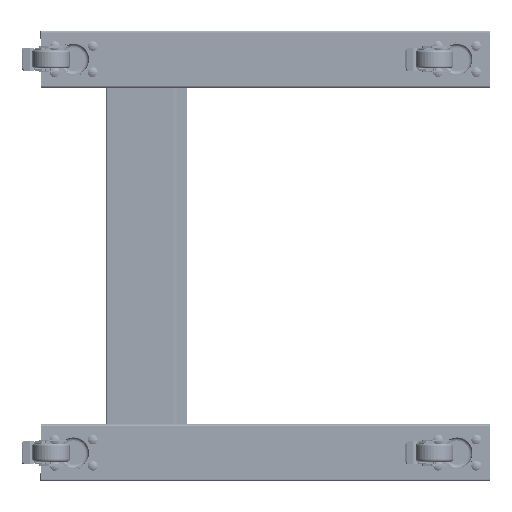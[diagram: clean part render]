
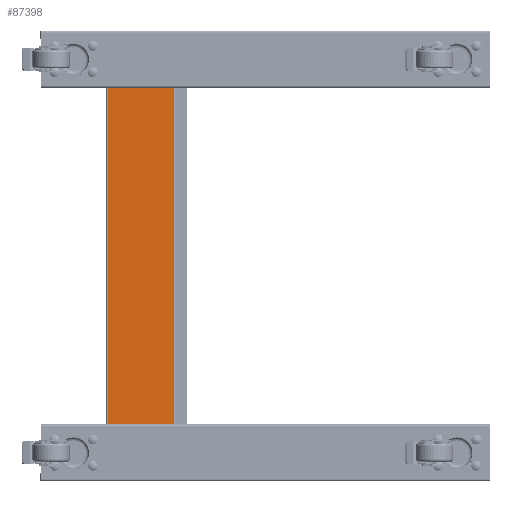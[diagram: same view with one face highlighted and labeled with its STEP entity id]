
A CAD part, front view. The second image highlights one B-rep face of the part: STEP entity #87398.
In plain terms, the highlighted planar face has unit normal (0, -1, 0).
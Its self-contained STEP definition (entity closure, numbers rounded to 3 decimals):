
#795 = VERTEX_POINT ( 'NONE', #37367 ) ;
#871 = DIRECTION ( 'NONE',  ( 0., 0., 1. ) ) ;
#2452 = EDGE_CURVE ( 'NONE', #36799, #87709, #76202, .T. ) ;
#2489 = DIRECTION ( 'NONE',  ( -1., 0., 0. ) ) ;
#2698 = CIRCLE ( 'NONE', #85698, 0.5 ) ;
#2781 = CARTESIAN_POINT ( 'NONE',  ( 300., -1.4, 46.1 ) ) ;
#2839 = ORIENTED_EDGE ( 'NONE', *, *, #34083, .T. ) ;
#4024 = FACE_BOUND ( 'NONE', #5347, .T. ) ;
#4029 = VERTEX_POINT ( 'NONE', #68587 ) ;
#4379 = DIRECTION ( 'NONE',  ( 0., 0., 1. ) ) ;
#5347 = EDGE_LOOP ( 'NONE', ( #77628, #86272 ) ) ;
#5662 = AXIS2_PLACEMENT_3D ( 'NONE', #33017, #18279, #4379 ) ;
#6143 = CIRCLE ( 'NONE', #26572, 6.3 ) ;
#7071 = VERTEX_POINT ( 'NONE', #18241 ) ;
#8005 = ORIENTED_EDGE ( 'NONE', *, *, #32441, .T. ) ;
#8284 = EDGE_CURVE ( 'NONE', #35355, #17237, #37065, .T. ) ;
#8803 = VECTOR ( 'NONE', #24851, 1000. ) ;
#8914 = CARTESIAN_POINT ( 'NONE',  ( 259., -1.4, 2. ) ) ;
#10985 = CARTESIAN_POINT ( 'NONE',  ( 300., -1.4, -45. ) ) ;
#11035 = EDGE_CURVE ( 'NONE', #4029, #87709, #12068, .T. ) ;
#12068 = LINE ( 'NONE', #10985, #8803 ) ;
#13216 = ORIENTED_EDGE ( 'NONE', *, *, #69670, .F. ) ;
#13281 = DIRECTION ( 'NONE',  ( 0., 0., 1. ) ) ;
#13491 = EDGE_CURVE ( 'NONE', #17237, #35355, #66799, .T. ) ;
#14735 = ORIENTED_EDGE ( 'NONE', *, *, #61059, .T. ) ;
#16651 = AXIS2_PLACEMENT_3D ( 'NONE', #65962, #29750, #79822 ) ;
#17237 = VERTEX_POINT ( 'NONE', #41667 ) ;
#17901 = ORIENTED_EDGE ( 'NONE', *, *, #23308, .T. ) ;
#18190 = EDGE_CURVE ( 'NONE', #43023, #795, #50442, .T. ) ;
#18241 = CARTESIAN_POINT ( 'NONE',  ( 259., -1.4, 1.5 ) ) ;
#18279 = DIRECTION ( 'NONE',  ( 0., 1., 0. ) ) ;
#18964 = LINE ( 'NONE', #2781, #24536 ) ;
#19422 = CARTESIAN_POINT ( 'NONE',  ( 259., -1.4, 2.5 ) ) ;
#19703 = VERTEX_POINT ( 'NONE', #64412 ) ;
#20308 = CIRCLE ( 'NONE', #86976, 6.3 ) ;
#22040 = EDGE_LOOP ( 'NONE', ( #51225, #2839 ) ) ;
#22139 = DIRECTION ( 'NONE',  ( 0., 1., 0. ) ) ;
#22774 = DIRECTION ( 'NONE',  ( 0., 1., 0. ) ) ;
#23308 = EDGE_CURVE ( 'NONE', #795, #43023, #59543, .T. ) ;
#23680 = PLANE ( 'NONE',  #75658 ) ;
#23729 = CARTESIAN_POINT ( 'NONE',  ( -300., -1.4, 46.1 ) ) ;
#23929 = CIRCLE ( 'NONE', #49812, 0.5 ) ;
#24536 = VECTOR ( 'NONE', #2489, 1000. ) ;
#24851 = DIRECTION ( 'NONE',  ( 0., 0., -1. ) ) ;
#25096 = FACE_BOUND ( 'NONE', #22040, .T. ) ;
#26572 = AXIS2_PLACEMENT_3D ( 'NONE', #41614, #91020, #62792 ) ;
#29228 = VECTOR ( 'NONE', #87102, 1000. ) ;
#29525 = ORIENTED_EDGE ( 'NONE', *, *, #2452, .T. ) ;
#29750 = DIRECTION ( 'NONE',  ( 0., 1., 0. ) ) ;
#30747 = CARTESIAN_POINT ( 'NONE',  ( 0., -1.4, 0. ) ) ;
#30882 = CARTESIAN_POINT ( 'NONE',  ( 235., -1.4, 8.3 ) ) ;
#31536 = DIRECTION ( 'NONE',  ( 0., 1., 0. ) ) ;
#32441 = EDGE_CURVE ( 'NONE', #87154, #7071, #23929, .T. ) ;
#33017 = CARTESIAN_POINT ( 'NONE',  ( -259., -1.4, 2. ) ) ;
#34039 = AXIS2_PLACEMENT_3D ( 'NONE', #57429, #22139, #64842 ) ;
#34083 = EDGE_CURVE ( 'NONE', #19703, #35002, #20308, .T. ) ;
#35002 = VERTEX_POINT ( 'NONE', #70119 ) ;
#35355 = VERTEX_POINT ( 'NONE', #88745 ) ;
#35700 = CARTESIAN_POINT ( 'NONE',  ( -300., -1.4, -42.1 ) ) ;
#36799 = VERTEX_POINT ( 'NONE', #35700 ) ;
#36936 = DIRECTION ( 'NONE',  ( 0., 1., 0. ) ) ;
#37065 = CIRCLE ( 'NONE', #16651, 0.5 ) ;
#37367 = CARTESIAN_POINT ( 'NONE',  ( 235., -1.4, -4.3 ) ) ;
#37682 = CARTESIAN_POINT ( 'NONE',  ( -300., -1.4, -45. ) ) ;
#37813 = CARTESIAN_POINT ( 'NONE',  ( -300., -1.4, -42.1 ) ) ;
#38344 = FACE_BOUND ( 'NONE', #63665, .T. ) ;
#38792 = VECTOR ( 'NONE', #44281, 1000. ) ;
#41614 = CARTESIAN_POINT ( 'NONE',  ( -235., -1.4, 2. ) ) ;
#41667 = CARTESIAN_POINT ( 'NONE',  ( -259., -1.4, 2.5 ) ) ;
#41903 = CARTESIAN_POINT ( 'NONE',  ( -235., -1.4, 2. ) ) ;
#43023 = VERTEX_POINT ( 'NONE', #30882 ) ;
#43732 = FACE_OUTER_BOUND ( 'NONE', #84168, .T. ) ;
#44281 = DIRECTION ( 'NONE',  ( 1., 0., 0. ) ) ;
#45480 = AXIS2_PLACEMENT_3D ( 'NONE', #79601, #87239, #86641 ) ;
#46730 = EDGE_CURVE ( 'NONE', #35002, #19703, #6143, .T. ) ;
#47136 = ORIENTED_EDGE ( 'NONE', *, *, #79106, .T. ) ;
#49812 = AXIS2_PLACEMENT_3D ( 'NONE', #8914, #36936, #871 ) ;
#50442 = CIRCLE ( 'NONE', #45480, 6.3 ) ;
#51225 = ORIENTED_EDGE ( 'NONE', *, *, #46730, .T. ) ;
#57429 = CARTESIAN_POINT ( 'NONE',  ( 235., -1.4, 2. ) ) ;
#59543 = CIRCLE ( 'NONE', #34039, 6.3 ) ;
#61059 = EDGE_CURVE ( 'NONE', #4029, #73509, #18964, .T. ) ;
#62792 = DIRECTION ( 'NONE',  ( 0., 0., 1. ) ) ;
#63665 = EDGE_LOOP ( 'NONE', ( #73242, #17901 ) ) ;
#64412 = CARTESIAN_POINT ( 'NONE',  ( -235., -1.4, -4.3 ) ) ;
#64842 = DIRECTION ( 'NONE',  ( 0., 0., 1. ) ) ;
#65428 = LINE ( 'NONE', #37682, #29228 ) ;
#65755 = ORIENTED_EDGE ( 'NONE', *, *, #11035, .F. ) ;
#65962 = CARTESIAN_POINT ( 'NONE',  ( -259., -1.4, 2. ) ) ;
#66799 = CIRCLE ( 'NONE', #5662, 0.5 ) ;
#68587 = CARTESIAN_POINT ( 'NONE',  ( 300., -1.4, 46.1 ) ) ;
#69670 = EDGE_CURVE ( 'NONE', #36799, #73509, #65428, .T. ) ;
#70119 = CARTESIAN_POINT ( 'NONE',  ( -235., -1.4, 8.3 ) ) ;
#72763 = DIRECTION ( 'NONE',  ( 0., 0., 1. ) ) ;
#73242 = ORIENTED_EDGE ( 'NONE', *, *, #18190, .T. ) ;
#73509 = VERTEX_POINT ( 'NONE', #23729 ) ;
#75658 = AXIS2_PLACEMENT_3D ( 'NONE', #30747, #22774, #86964 ) ;
#75723 = EDGE_LOOP ( 'NONE', ( #8005, #47136 ) ) ;
#76202 = LINE ( 'NONE', #37813, #38792 ) ;
#77628 = ORIENTED_EDGE ( 'NONE', *, *, #13491, .T. ) ;
#79106 = EDGE_CURVE ( 'NONE', #7071, #87154, #2698, .T. ) ;
#79601 = CARTESIAN_POINT ( 'NONE',  ( 235., -1.4, 2. ) ) ;
#79822 = DIRECTION ( 'NONE',  ( 0., 0., 1. ) ) ;
#84168 = EDGE_LOOP ( 'NONE', ( #29525, #65755, #14735, #13216 ) ) ;
#85698 = AXIS2_PLACEMENT_3D ( 'NONE', #86848, #31536, #72763 ) ;
#86272 = ORIENTED_EDGE ( 'NONE', *, *, #8284, .T. ) ;
#86641 = DIRECTION ( 'NONE',  ( 0., 0., 1. ) ) ;
#86848 = CARTESIAN_POINT ( 'NONE',  ( 259., -1.4, 2. ) ) ;
#86964 = DIRECTION ( 'NONE',  ( 0., 0., 1. ) ) ;
#86976 = AXIS2_PLACEMENT_3D ( 'NONE', #41903, #90697, #13281 ) ;
#87102 = DIRECTION ( 'NONE',  ( 0., 0., 1. ) ) ;
#87154 = VERTEX_POINT ( 'NONE', #19422 ) ;
#87239 = DIRECTION ( 'NONE',  ( 0., 1., 0. ) ) ;
#87398 = ADVANCED_FACE ( 'NONE', ( #4024, #88810, #25096, #38344, #43732 ), #23680, .F. ) ;
#87709 = VERTEX_POINT ( 'NONE', #90259 ) ;
#88745 = CARTESIAN_POINT ( 'NONE',  ( -259., -1.4, 1.5 ) ) ;
#88810 = FACE_BOUND ( 'NONE', #75723, .T. ) ;
#90259 = CARTESIAN_POINT ( 'NONE',  ( 300., -1.4, -42.1 ) ) ;
#90697 = DIRECTION ( 'NONE',  ( 0., 1., 0. ) ) ;
#91020 = DIRECTION ( 'NONE',  ( 0., 1., 0. ) ) ;
